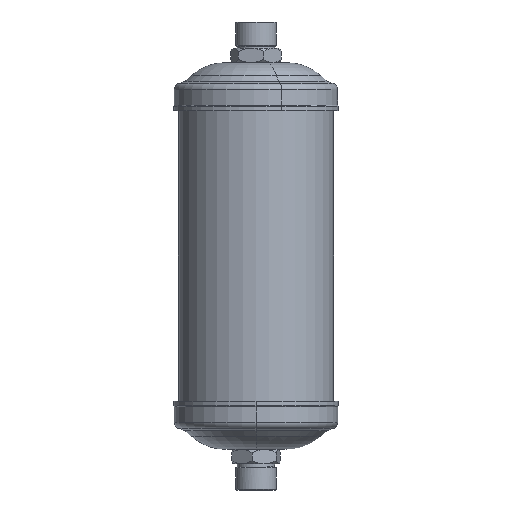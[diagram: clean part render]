
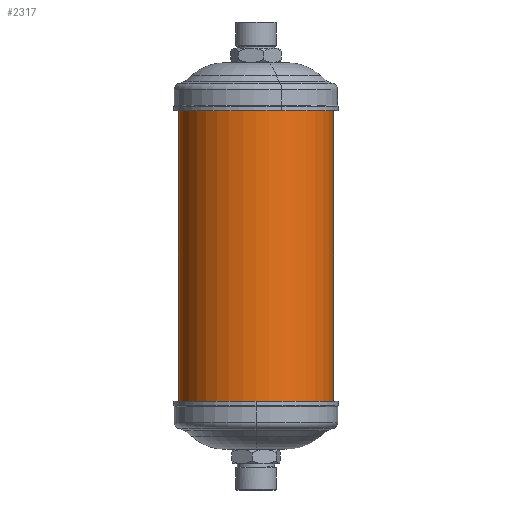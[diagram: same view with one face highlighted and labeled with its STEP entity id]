
A CAD part, front view. The second image highlights one B-rep face of the part: STEP entity #2317.
In plain terms, the highlighted cylindrical face has radius 38.1 mm (diameter 76.2 mm), a partial arc.
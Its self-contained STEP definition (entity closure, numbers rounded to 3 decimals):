
#76 = DIRECTION ( 'NONE',  ( 0., 0., -1. ) ) ;
#105 = EDGE_CURVE ( 'NONE', #2962, #2431, #752, .T. ) ;
#137 = EDGE_CURVE ( 'NONE', #2431, #3517, #1705, .T. ) ;
#172 = FACE_OUTER_BOUND ( 'NONE', #603, .T. ) ;
#603 = EDGE_LOOP ( 'NONE', ( #1099, #898, #4063, #1987 ) ) ;
#738 = CARTESIAN_POINT ( 'NONE',  ( 38.1, 0., 165. ) ) ;
#740 = CARTESIAN_POINT ( 'NONE',  ( -38.1, 0., 11.5 ) ) ;
#752 = CIRCLE ( 'NONE', #3226, 38.1 ) ;
#761 = EDGE_CURVE ( 'NONE', #2962, #874, #2310, .T. ) ;
#858 = CARTESIAN_POINT ( 'NONE',  ( 0., 0., 11.5 ) ) ;
#874 = VERTEX_POINT ( 'NONE', #740 ) ;
#898 = ORIENTED_EDGE ( 'NONE', *, *, #105, .F. ) ;
#1009 = DIRECTION ( 'NONE',  ( 1., 0., 0. ) ) ;
#1016 = CIRCLE ( 'NONE', #3572, 38.1 ) ;
#1099 = ORIENTED_EDGE ( 'NONE', *, *, #137, .F. ) ;
#1132 = DIRECTION ( 'NONE',  ( 0., 0., -1. ) ) ;
#1468 = DIRECTION ( 'NONE',  ( -1., 0., 0. ) ) ;
#1491 = VECTOR ( 'NONE', #76, 1000. ) ;
#1705 = LINE ( 'NONE', #738, #1491 ) ;
#1779 = CYLINDRICAL_SURFACE ( 'NONE', #2425, 38.1 ) ;
#1987 = ORIENTED_EDGE ( 'NONE', *, *, #2401, .F. ) ;
#2054 = DIRECTION ( 'NONE',  ( 0., 0., -1. ) ) ;
#2136 = CARTESIAN_POINT ( 'NONE',  ( 0., 0., 165. ) ) ;
#2310 = LINE ( 'NONE', #2354, #3582 ) ;
#2317 = ADVANCED_FACE ( 'NONE', ( #172 ), #1779, .T. ) ;
#2334 = DIRECTION ( 'NONE',  ( 0., 0., -1. ) ) ;
#2354 = CARTESIAN_POINT ( 'NONE',  ( -38.1, 0., 165. ) ) ;
#2401 = EDGE_CURVE ( 'NONE', #3517, #874, #1016, .T. ) ;
#2425 = AXIS2_PLACEMENT_3D ( 'NONE', #2136, #2054, #1468 ) ;
#2431 = VERTEX_POINT ( 'NONE', #3663 ) ;
#2458 = CARTESIAN_POINT ( 'NONE',  ( -38.1, 0., 154.3 ) ) ;
#2962 = VERTEX_POINT ( 'NONE', #2458 ) ;
#3174 = DIRECTION ( 'NONE',  ( 0., 0., 1. ) ) ;
#3226 = AXIS2_PLACEMENT_3D ( 'NONE', #3903, #3174, #1009 ) ;
#3266 = CARTESIAN_POINT ( 'NONE',  ( 38.1, 0., 11.5 ) ) ;
#3517 = VERTEX_POINT ( 'NONE', #3266 ) ;
#3572 = AXIS2_PLACEMENT_3D ( 'NONE', #858, #1132, #4024 ) ;
#3582 = VECTOR ( 'NONE', #2334, 1000. ) ;
#3663 = CARTESIAN_POINT ( 'NONE',  ( 38.1, 0., 154.3 ) ) ;
#3903 = CARTESIAN_POINT ( 'NONE',  ( 0., 0., 154.3 ) ) ;
#4024 = DIRECTION ( 'NONE',  ( -1., 0., 0. ) ) ;
#4063 = ORIENTED_EDGE ( 'NONE', *, *, #761, .T. ) ;
